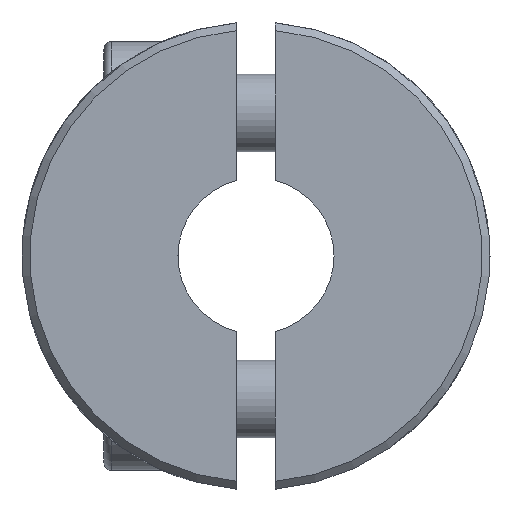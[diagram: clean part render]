
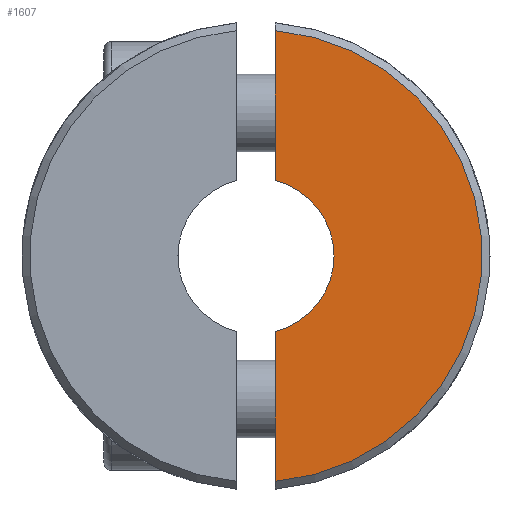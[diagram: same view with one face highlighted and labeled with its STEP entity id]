
A CAD part, left-side view. The second image highlights one B-rep face of the part: STEP entity #1607.
In plain terms, the highlighted planar face has unit normal (-1, 0, 0).
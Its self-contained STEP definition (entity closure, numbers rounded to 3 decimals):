
#39 = VECTOR ( 'NONE', #4632, 1000. ) ;
#513 = CARTESIAN_POINT ( 'NONE',  ( -15., -0.75, 2.905 ) ) ;
#923 = VECTOR ( 'NONE', #1119, 1000. ) ;
#1110 = AXIS2_PLACEMENT_3D ( 'NONE', #2304, #6457, #7396 ) ;
#1119 = DIRECTION ( 'NONE',  ( 0., 0., 1. ) ) ;
#1300 = DIRECTION ( 'NONE',  ( 0., 0., -1. ) ) ;
#1579 = CARTESIAN_POINT ( 'NONE',  ( -15., -0.75, -2.905 ) ) ;
#1607 = ADVANCED_FACE ( 'NONE', ( #6944 ), #9153, .F. ) ;
#2304 = CARTESIAN_POINT ( 'NONE',  ( -15., 0., 0. ) ) ;
#3760 = EDGE_LOOP ( 'NONE', ( #12081, #8457, #5124, #8738 ) ) ;
#4064 = CARTESIAN_POINT ( 'NONE',  ( -15., -0.75, -8. ) ) ;
#4114 = LINE ( 'NONE', #4064, #923 ) ;
#4503 = VERTEX_POINT ( 'NONE', #1579 ) ;
#4615 = AXIS2_PLACEMENT_3D ( 'NONE', #7155, #11359, #1300 ) ;
#4632 = DIRECTION ( 'NONE',  ( 0., 0., 1. ) ) ;
#5111 = VERTEX_POINT ( 'NONE', #513 ) ;
#5124 = ORIENTED_EDGE ( 'NONE', *, *, #6790, .F. ) ;
#5644 = LINE ( 'NONE', #10951, #39 ) ;
#6457 = DIRECTION ( 'NONE',  ( -1., 0., 0. ) ) ;
#6790 = EDGE_CURVE ( 'NONE', #5111, #9072, #5644, .T. ) ;
#6944 = FACE_OUTER_BOUND ( 'NONE', #3760, .T. ) ;
#7155 = CARTESIAN_POINT ( 'NONE',  ( -15., 3., 0. ) ) ;
#7372 = EDGE_CURVE ( 'NONE', #12808, #4503, #4114, .T. ) ;
#7396 = DIRECTION ( 'NONE',  ( 0., 0., -1. ) ) ;
#8229 = CARTESIAN_POINT ( 'NONE',  ( -15., 0., 0. ) ) ;
#8457 = ORIENTED_EDGE ( 'NONE', *, *, #11523, .T. ) ;
#8629 = CARTESIAN_POINT ( 'NONE',  ( -15., -0.75, 8.668 ) ) ;
#8738 = ORIENTED_EDGE ( 'NONE', *, *, #10349, .F. ) ;
#9072 = VERTEX_POINT ( 'NONE', #8629 ) ;
#9153 = PLANE ( 'NONE',  #4615 ) ;
#9388 = AXIS2_PLACEMENT_3D ( 'NONE', #8229, #12345, #10147 ) ;
#9511 = CARTESIAN_POINT ( 'NONE',  ( -15., -0.75, -8.668 ) ) ;
#10147 = DIRECTION ( 'NONE',  ( 0., 0., 1. ) ) ;
#10349 = EDGE_CURVE ( 'NONE', #4503, #5111, #12496, .T. ) ;
#10951 = CARTESIAN_POINT ( 'NONE',  ( -15., -0.75, -8. ) ) ;
#11359 = DIRECTION ( 'NONE',  ( 1., 0., 0. ) ) ;
#11523 = EDGE_CURVE ( 'NONE', #12808, #9072, #12290, .T. ) ;
#12081 = ORIENTED_EDGE ( 'NONE', *, *, #7372, .F. ) ;
#12290 = CIRCLE ( 'NONE', #1110, 8.7 ) ;
#12345 = DIRECTION ( 'NONE',  ( -1., 0., 0. ) ) ;
#12496 = CIRCLE ( 'NONE', #9388, 3. ) ;
#12808 = VERTEX_POINT ( 'NONE', #9511 ) ;
